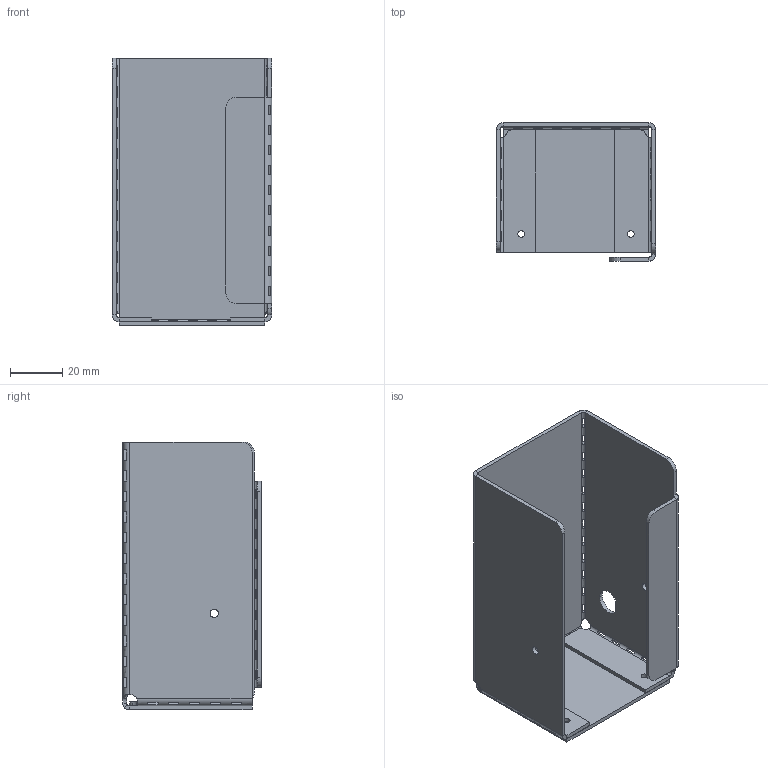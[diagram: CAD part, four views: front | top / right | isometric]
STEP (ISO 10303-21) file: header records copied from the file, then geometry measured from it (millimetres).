
FILE_DESCRIPTION (( 'STEP AP214' ), '1' );
FILE_NAME ('A6303 TF.STEP', '2025-01-24T00:00:44', ( '' ), ( '' ), 'SwSTEP 2.0', 'SolidWorks 2020', '' );
FILE_SCHEMA (( 'AUTOMOTIVE_DESIGN' ));
Length unit declared in the file: millimetre
Products named in the file (1): A6303 TF
Bounding box: 61 x 53 x 102.6 mm (x, y, z)
Volume: 31140.5 mm3; surface area: 43459.5 mm2
Topology: 1 solids, 1 shells, 290 faces, 816 edges, 528 vertices
Faces by surface type: plane 245, cylinder 39, bspline 6
Entity records: 9945 total; most frequent: CARTESIAN_POINT 2010, DIRECTION 1636, ORIENTED_EDGE 1632, EDGE_CURVE 816, AXIS2_PLACEMENT_3D 559, VERTEX_POINT 528, VECTOR 518, LINE 518
